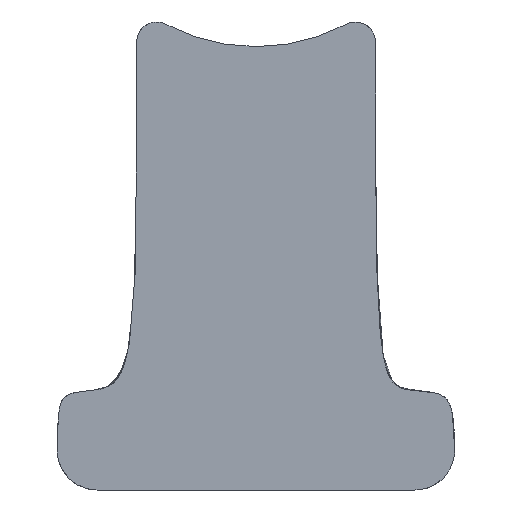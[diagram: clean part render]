
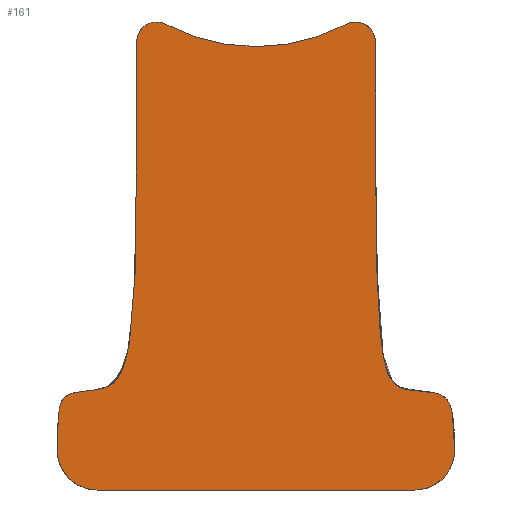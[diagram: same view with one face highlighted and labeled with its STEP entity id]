
A CAD part, left-side view. The second image highlights one B-rep face of the part: STEP entity #161.
In plain terms, the highlighted planar face has unit normal (-1, 0, 0).
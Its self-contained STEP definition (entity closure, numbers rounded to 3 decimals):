
#16=CIRCLE('',#191,48.5);
#18=LINE('',#270,#20);
#20=VECTOR('',#199,10.);
#23=PLANE('',#190);
#27=FACE_OUTER_BOUND('',#37,.T.);
#37=EDGE_LOOP('',(#113,#114,#115,#116,#117,#118,#119,#120));
#47=B_SPLINE_CURVE_WITH_KNOTS('',3,(#254,#255,#256,#257,#258,#259,#260,
#261,#262,#263),.UNSPECIFIED.,.F.,.F.,(4,3,3,4),(0.,0.681,1.136,
1.59),.UNSPECIFIED.);
#50=B_SPLINE_CURVE_WITH_KNOTS('',4,(#279,#280,#281,#282,#283,#284,#285,
#286),.UNSPECIFIED.,.F.,.F.,(5,1,1,1,5),(-2.845,-2.,-1.362,
-1.,-0.058),.UNSPECIFIED.);
#51=B_SPLINE_CURVE_WITH_KNOTS('',3,(#288,#289,#290,#291,#292,#293,#294,
#295,#296,#297,#298,#299,#300),.UNSPECIFIED.,.F.,.F.,(4,3,3,3,4),(0.,0.295,
0.442,0.737,1.031),.UNSPECIFIED.);
#52=B_SPLINE_CURVE_WITH_KNOTS('',3,(#304,#305,#306,#307,#308,#309,#310,
#311,#312,#313,#314,#315,#316),.UNSPECIFIED.,.F.,.F.,(4,3,3,3,4),(0.,0.295,
0.589,0.737,1.031),.UNSPECIFIED.);
#53=B_SPLINE_CURVE_WITH_KNOTS('',4,(#318,#319,#320,#321,#322,#323,#324,
#325),.UNSPECIFIED.,.F.,.F.,(5,1,1,1,5),(-4.941,-4.,-3.,-2.,
-1.154),.UNSPECIFIED.);
#54=B_SPLINE_CURVE_WITH_KNOTS('',3,(#326,#327,#328,#329,#330,#331,#332,
#333,#334,#335),.UNSPECIFIED.,.F.,.F.,(4,3,3,4),(0.,0.679,1.131,
1.583),.UNSPECIFIED.);
#67=VERTEX_POINT('',#248);
#68=VERTEX_POINT('',#253);
#69=VERTEX_POINT('',#269);
#71=VERTEX_POINT('',#278);
#72=VERTEX_POINT('',#287);
#73=VERTEX_POINT('',#301);
#74=VERTEX_POINT('',#303);
#75=VERTEX_POINT('',#317);
#83=EDGE_CURVE('',#67,#68,#47,.T.);
#85=EDGE_CURVE('',#69,#68,#18,.T.);
#88=EDGE_CURVE('',#67,#71,#50,.T.);
#89=EDGE_CURVE('',#72,#71,#51,.T.);
#90=EDGE_CURVE('',#72,#73,#16,.T.);
#91=EDGE_CURVE('',#74,#73,#52,.T.);
#92=EDGE_CURVE('',#74,#75,#53,.T.);
#93=EDGE_CURVE('',#69,#75,#54,.T.);
#113=ORIENTED_EDGE('',*,*,#83,.F.);
#114=ORIENTED_EDGE('',*,*,#88,.T.);
#115=ORIENTED_EDGE('',*,*,#89,.F.);
#116=ORIENTED_EDGE('',*,*,#90,.T.);
#117=ORIENTED_EDGE('',*,*,#91,.F.);
#118=ORIENTED_EDGE('',*,*,#92,.T.);
#119=ORIENTED_EDGE('',*,*,#93,.F.);
#120=ORIENTED_EDGE('',*,*,#85,.T.);
#161=ADVANCED_FACE('',(#27),#23,.F.);
#190=AXIS2_PLACEMENT_3D('',#277,#201,#202);
#191=AXIS2_PLACEMENT_3D('',#302,#203,#204);
#199=DIRECTION('',(0.,-1.,0.));
#201=DIRECTION('center_axis',(1.,0.,0.));
#202=DIRECTION('ref_axis',(0.,0.,-1.));
#203=DIRECTION('center_axis',(1.,0.,0.));
#204=DIRECTION('ref_axis',(0.,-1.,0.));
#248=CARTESIAN_POINT('',(-30.,-49.958,-149.849));
#253=CARTESIAN_POINT('',(-30.,-39.959,-160.));
#254=CARTESIAN_POINT('Ctrl Pts',(-30.,-49.958,-149.849));
#255=CARTESIAN_POINT('Ctrl Pts',(-30.,-49.992,-152.114));
#256=CARTESIAN_POINT('Ctrl Pts',(-30.,-49.223,-154.383));
#257=CARTESIAN_POINT('Ctrl Pts',(-30.,-47.829,-156.167));
#258=CARTESIAN_POINT('Ctrl Pts',(-30.,-46.899,-157.356));
#259=CARTESIAN_POINT('Ctrl Pts',(-30.,-45.691,-158.329));
#260=CARTESIAN_POINT('Ctrl Pts',(-30.,-44.334,-158.99));
#261=CARTESIAN_POINT('Ctrl Pts',(-30.,-42.976,-159.651));
#262=CARTESIAN_POINT('Ctrl Pts',(-30.,-41.47,-160.));
#263=CARTESIAN_POINT('Ctrl Pts',(-30.,-39.959,-160.));
#269=CARTESIAN_POINT('',(-30.,39.977,-160.));
#270=CARTESIAN_POINT('',(-30.,-50.,-160.));
#277=CARTESIAN_POINT('Origin',(-30.,0.,-99.054));
#278=CARTESIAN_POINT('',(-30.,-30.,-47.3));
#279=CARTESIAN_POINT('Ctrl Pts',(-30.,-49.958,-149.849));
#280=CARTESIAN_POINT('Ctrl Pts',(-30.,-49.79,-138.714));
#281=CARTESIAN_POINT('Ctrl Pts',(-30.,-48.474,-135.));
#282=CARTESIAN_POINT('Ctrl Pts',(-30.,-39.485,-135.));
#283=CARTESIAN_POINT('Ctrl Pts',(-30.,-30.195,-135.));
#284=CARTESIAN_POINT('Ctrl Pts',(-30.,-30.006,-97.304));
#285=CARTESIAN_POINT('Ctrl Pts',(-30.,-30.,-81.996));
#286=CARTESIAN_POINT('Ctrl Pts',(-30.,-30.,-47.3));
#287=CARTESIAN_POINT('',(-30.,-22.664,-42.879));
#288=CARTESIAN_POINT('Ctrl Pts',(-30.,-22.664,-42.879));
#289=CARTESIAN_POINT('Ctrl Pts',(-30.,-23.53,-42.421));
#290=CARTESIAN_POINT('Ctrl Pts',(-30.,-24.532,-42.229));
#291=CARTESIAN_POINT('Ctrl Pts',(-30.,-25.506,-42.327));
#292=CARTESIAN_POINT('Ctrl Pts',(-30.,-25.994,-42.375));
#293=CARTESIAN_POINT('Ctrl Pts',(-30.,-26.474,-42.497));
#294=CARTESIAN_POINT('Ctrl Pts',(-30.,-26.925,-42.686));
#295=CARTESIAN_POINT('Ctrl Pts',(-30.,-27.829,-43.064));
#296=CARTESIAN_POINT('Ctrl Pts',(-30.,-28.618,-43.713));
#297=CARTESIAN_POINT('Ctrl Pts',(-30.,-29.161,-44.527));
#298=CARTESIAN_POINT('Ctrl Pts',(-30.,-29.703,-45.341));
#299=CARTESIAN_POINT('Ctrl Pts',(-30.,-30.,-46.32));
#300=CARTESIAN_POINT('Ctrl Pts',(-30.,-30.,-47.3));
#301=CARTESIAN_POINT('',(-30.,22.664,-42.879));
#302=CARTESIAN_POINT('Origin',(-30.,0.,0.));
#303=CARTESIAN_POINT('',(-30.,30.,-47.3));
#304=CARTESIAN_POINT('Ctrl Pts',(-30.,30.,-47.3));
#305=CARTESIAN_POINT('Ctrl Pts',(-30.,30.,-46.32));
#306=CARTESIAN_POINT('Ctrl Pts',(-30.,29.703,-45.341));
#307=CARTESIAN_POINT('Ctrl Pts',(-30.,29.161,-44.527));
#308=CARTESIAN_POINT('Ctrl Pts',(-30.,28.618,-43.713));
#309=CARTESIAN_POINT('Ctrl Pts',(-30.,27.829,-43.064));
#310=CARTESIAN_POINT('Ctrl Pts',(-30.,26.925,-42.686));
#311=CARTESIAN_POINT('Ctrl Pts',(-30.,26.474,-42.497));
#312=CARTESIAN_POINT('Ctrl Pts',(-30.,25.994,-42.375));
#313=CARTESIAN_POINT('Ctrl Pts',(-30.,25.506,-42.327));
#314=CARTESIAN_POINT('Ctrl Pts',(-30.,24.532,-42.229));
#315=CARTESIAN_POINT('Ctrl Pts',(-30.,23.53,-42.421));
#316=CARTESIAN_POINT('Ctrl Pts',(-30.,22.664,-42.879));
#317=CARTESIAN_POINT('',(-30.,49.977,-149.916));
#318=CARTESIAN_POINT('Ctrl Pts',(-30.,30.,-47.3));
#319=CARTESIAN_POINT('Ctrl Pts',(-30.,30.,-81.356));
#320=CARTESIAN_POINT('Ctrl Pts',(-30.,30.003,-96.557));
#321=CARTESIAN_POINT('Ctrl Pts',(-30.,30.147,-135.));
#322=CARTESIAN_POINT('Ctrl Pts',(-30.,39.614,-135.));
#323=CARTESIAN_POINT('Ctrl Pts',(-30.,48.977,-135.));
#324=CARTESIAN_POINT('Ctrl Pts',(-30.,49.884,-138.928));
#325=CARTESIAN_POINT('Ctrl Pts',(-30.,49.977,-149.916));
#326=CARTESIAN_POINT('Ctrl Pts',(-30.,39.977,-160.));
#327=CARTESIAN_POINT('Ctrl Pts',(-30.,42.233,-160.));
#328=CARTESIAN_POINT('Ctrl Pts',(-30.,44.481,-159.204));
#329=CARTESIAN_POINT('Ctrl Pts',(-30.,46.24,-157.794));
#330=CARTESIAN_POINT('Ctrl Pts',(-30.,47.412,-156.853));
#331=CARTESIAN_POINT('Ctrl Pts',(-30.,48.368,-155.64));
#332=CARTESIAN_POINT('Ctrl Pts',(-30.,49.012,-154.282));
#333=CARTESIAN_POINT('Ctrl Pts',(-30.,49.656,-152.923));
#334=CARTESIAN_POINT('Ctrl Pts',(-30.,49.99,-151.42));
#335=CARTESIAN_POINT('Ctrl Pts',(-30.,49.977,-149.916));
